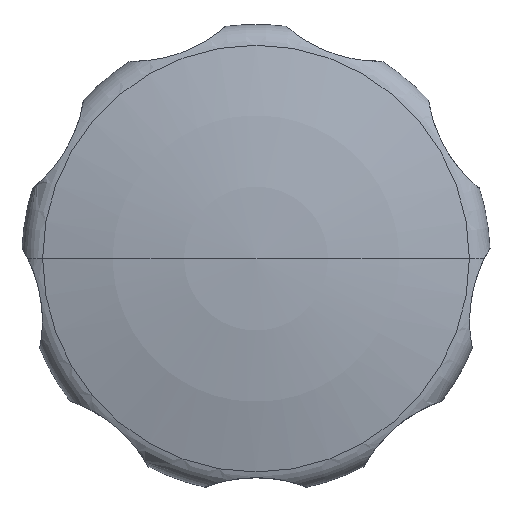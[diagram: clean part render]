
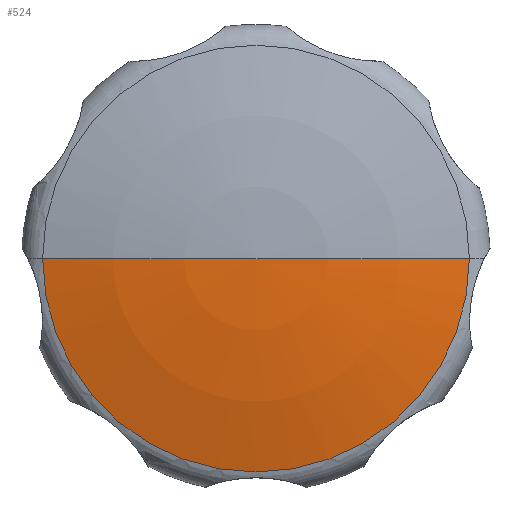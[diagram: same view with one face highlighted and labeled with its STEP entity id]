
A CAD part, top view. The second image highlights one B-rep face of the part: STEP entity #524.
In plain terms, the highlighted spherical face has radius 88.136 mm.
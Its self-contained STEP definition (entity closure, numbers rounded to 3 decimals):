
#418=VERTEX_POINT('',#847);
#474=VERTEX_POINT('',#907);
#480=EDGE_CURVE('',#418,#474,#913,.T.);
#524=ADVANCED_FACE('',(#957),#958,.T.);
#526=VERTEX_POINT('',#960);
#534=EDGE_CURVE('',#526,#418,#968,.T.);
#574=EDGE_CURVE('',#526,#474,#1010,.T.);
#847=CARTESIAN_POINT('',(0.,0.,44.0));
#907=CARTESIAN_POINT('',(22.775,0.,41.006));
#913=CIRCLE('',#1832,88.136);
#957=FACE_OUTER_BOUND('',#2007,.T.);
#958=SPHERICAL_SURFACE('',#2008,88.136);
#960=CARTESIAN_POINT('',(-22.775,0.,41.006));
#968=CIRCLE('',#2023,88.136);
#1010=CIRCLE('',#2100,22.775);
#1832=AXIS2_PLACEMENT_3D('',#2536,#2537,#2538);
#2007=EDGE_LOOP('',(#2552,#2553,#2554));
#2008=AXIS2_PLACEMENT_3D('',#2555,#2556,#2557);
#2023=AXIS2_PLACEMENT_3D('',#2560,#2561,#2562);
#2100=AXIS2_PLACEMENT_3D('',#2599,#2600,#2601);
#2536=CARTESIAN_POINT('',(0.,0.,-44.136));
#2537=DIRECTION('',(0.,1.0,0.));
#2538=DIRECTION('',(0.0,0.,-1.0));
#2552=ORIENTED_EDGE('',*,*,#534,.F.);
#2553=ORIENTED_EDGE('',*,*,#574,.T.);
#2554=ORIENTED_EDGE('',*,*,#480,.F.);
#2555=CARTESIAN_POINT('',(0.,0.,-44.136));
#2556=DIRECTION('',(0.,0.,1.0));
#2557=DIRECTION('',(-1.0,0.,0.0));
#2560=CARTESIAN_POINT('',(0.,0.,-44.136));
#2561=DIRECTION('',(0.,1.0,0.));
#2562=DIRECTION('',(0.0,0.,-1.0));
#2599=CARTESIAN_POINT('',(0.,0.,41.006));
#2600=DIRECTION('',(0.,0.,1.0));
#2601=DIRECTION('',(-1.0,0.,0.));
